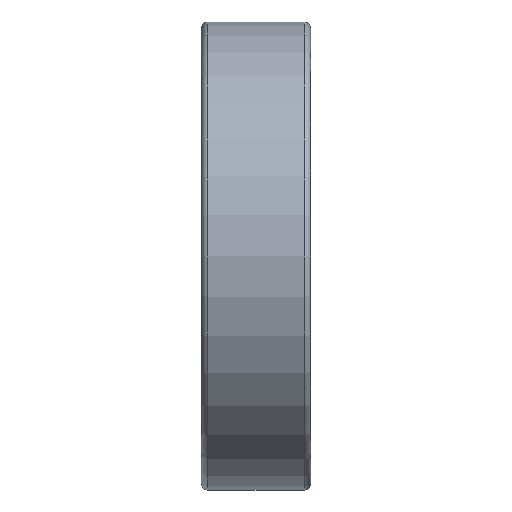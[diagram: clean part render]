
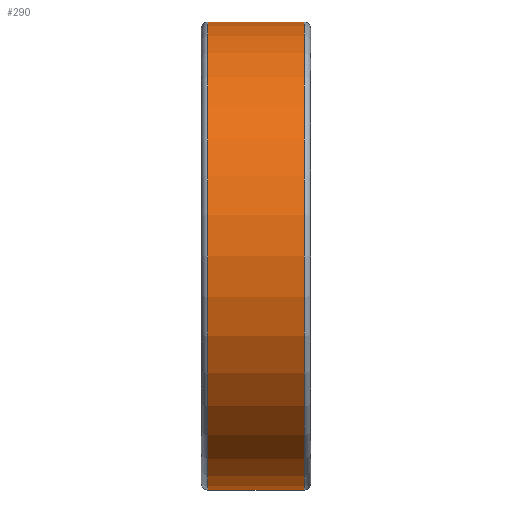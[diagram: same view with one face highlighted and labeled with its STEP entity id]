
A CAD part, front view. The second image highlights one B-rep face of the part: STEP entity #290.
In plain terms, the highlighted cylindrical face has radius 75 mm (diameter 150 mm), a full revolution.
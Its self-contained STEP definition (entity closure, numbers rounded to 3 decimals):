
#79=CYLINDRICAL_SURFACE('',#367,75.);
#119=ORIENTED_EDGE('',*,*,#136,.T.);
#120=ORIENTED_EDGE('',*,*,#142,.F.);
#136=EDGE_CURVE('',#156,#156,#176,.T.);
#142=EDGE_CURVE('',#162,#162,#182,.T.);
#156=VERTEX_POINT('',#528);
#162=VERTEX_POINT('',#546);
#176=CIRCLE('',#354,75.);
#182=CIRCLE('',#366,75.);
#219=EDGE_LOOP('',(#119));
#220=EDGE_LOOP('',(#120));
#259=FACE_BOUND('',#219,.T.);
#260=FACE_BOUND('',#220,.T.);
#290=ADVANCED_FACE('',(#259,#260),#79,.T.);
#354=AXIS2_PLACEMENT_3D('',#527,#432,#433);
#366=AXIS2_PLACEMENT_3D('',#545,#456,#457);
#367=AXIS2_PLACEMENT_3D('',#547,#458,#459);
#432=DIRECTION('',(1.,0.,0.));
#433=DIRECTION('',(0.,0.,-1.));
#456=DIRECTION('',(1.,0.,0.));
#457=DIRECTION('',(0.,0.,-1.));
#458=DIRECTION('',(1.,0.,0.));
#459=DIRECTION('',(0.,0.,-1.));
#527=CARTESIAN_POINT('',(2.1,0.,0.));
#528=CARTESIAN_POINT('',(2.1,0.,-75.));
#545=CARTESIAN_POINT('',(32.9,0.,0.));
#546=CARTESIAN_POINT('',(32.9,0.,-75.));
#547=CARTESIAN_POINT('',(35.,0.,0.));
